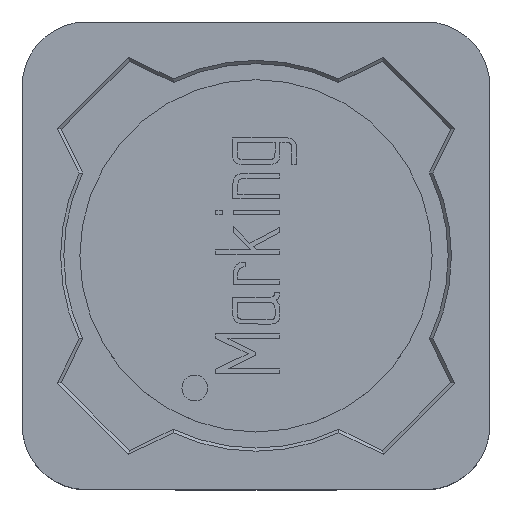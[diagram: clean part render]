
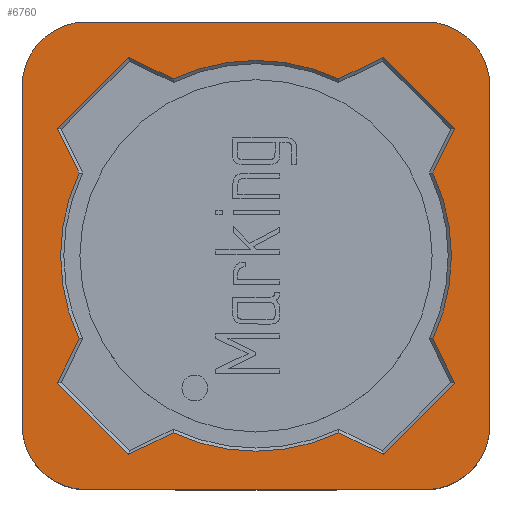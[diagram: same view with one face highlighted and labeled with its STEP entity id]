
A CAD part, top view. The second image highlights one B-rep face of the part: STEP entity #6760.
In plain terms, the highlighted planar face has unit normal (0, 0, 1).
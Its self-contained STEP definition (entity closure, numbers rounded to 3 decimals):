
#342=LINE('',#10931,#891);
#350=LINE('',#10944,#899);
#355=LINE('',#10952,#904);
#362=LINE('',#10983,#911);
#365=LINE('',#10992,#914);
#370=LINE('',#11002,#919);
#406=LINE('',#11069,#955);
#412=LINE('',#11081,#961);
#413=LINE('',#11083,#962);
#414=LINE('',#11085,#963);
#415=LINE('',#11086,#964);
#416=LINE('',#11089,#965);
#417=LINE('',#11091,#966);
#418=LINE('',#11093,#967);
#419=LINE('',#11097,#968);
#420=LINE('',#11098,#969);
#891=VECTOR('',#7769,1000.);
#899=VECTOR('',#7779,1000.);
#904=VECTOR('',#7786,1000.);
#911=VECTOR('',#7815,1000.);
#914=VECTOR('',#7822,1000.);
#919=VECTOR('',#7829,1000.);
#955=VECTOR('',#7879,1000.);
#961=VECTOR('',#7889,1000.);
#962=VECTOR('',#7890,1000.);
#963=VECTOR('',#7891,1000.);
#964=VECTOR('',#7892,1000.);
#965=VECTOR('',#7895,1000.);
#966=VECTOR('',#7896,1000.);
#967=VECTOR('',#7897,1000.);
#968=VECTOR('',#7900,1000.);
#969=VECTOR('',#7901,1000.);
#1261=PLANE('',#7050);
#1388=CIRCLE('',#7014,1.);
#1390=CIRCLE('',#7017,1.);
#1392=CIRCLE('',#7020,1.);
#1394=CIRCLE('',#7023,1.);
#1397=CIRCLE('',#7030,3.05);
#1403=CIRCLE('',#7037,3.05);
#1405=CIRCLE('',#7051,3.05);
#1406=CIRCLE('',#7052,3.05);
#2165=ORIENTED_EDGE('',*,*,#3217,.T.);
#2166=ORIENTED_EDGE('',*,*,#3196,.T.);
#2167=ORIENTED_EDGE('',*,*,#3282,.T.);
#2168=ORIENTED_EDGE('',*,*,#3184,.T.);
#2169=ORIENTED_EDGE('',*,*,#3222,.T.);
#2170=ORIENTED_EDGE('',*,*,#3192,.T.);
#2171=ORIENTED_EDGE('',*,*,#3209,.T.);
#2172=ORIENTED_EDGE('',*,*,#3188,.T.);
#2173=ORIENTED_EDGE('',*,*,#3288,.T.);
#2174=ORIENTED_EDGE('',*,*,#3289,.T.);
#2175=ORIENTED_EDGE('',*,*,#3290,.T.);
#2176=ORIENTED_EDGE('',*,*,#3229,.F.);
#2177=ORIENTED_EDGE('',*,*,#3291,.T.);
#2178=ORIENTED_EDGE('',*,*,#3237,.T.);
#2179=ORIENTED_EDGE('',*,*,#3241,.T.);
#2180=ORIENTED_EDGE('',*,*,#3292,.F.);
#2181=ORIENTED_EDGE('',*,*,#3293,.T.);
#2182=ORIENTED_EDGE('',*,*,#3294,.T.);
#2183=ORIENTED_EDGE('',*,*,#3295,.T.);
#2184=ORIENTED_EDGE('',*,*,#3296,.F.);
#2185=ORIENTED_EDGE('',*,*,#3297,.T.);
#2186=ORIENTED_EDGE('',*,*,#3246,.T.);
#2187=ORIENTED_EDGE('',*,*,#3298,.T.);
#2188=ORIENTED_EDGE('',*,*,#3235,.F.);
#3184=EDGE_CURVE('',#3793,#3794,#1388,.T.);
#3188=EDGE_CURVE('',#3797,#3798,#1390,.T.);
#3192=EDGE_CURVE('',#3801,#3802,#1392,.T.);
#3196=EDGE_CURVE('',#3805,#3806,#1394,.T.);
#3209=EDGE_CURVE('',#3802,#3797,#342,.T.);
#3217=EDGE_CURVE('',#3798,#3805,#350,.T.);
#3222=EDGE_CURVE('',#3794,#3801,#355,.T.);
#3229=EDGE_CURVE('',#3826,#3827,#1397,.T.);
#3235=EDGE_CURVE('',#3832,#3830,#1403,.T.);
#3237=EDGE_CURVE('',#3835,#3834,#362,.T.);
#3241=EDGE_CURVE('',#3834,#3838,#365,.T.);
#3246=EDGE_CURVE('',#3840,#3842,#370,.T.);
#3282=EDGE_CURVE('',#3806,#3793,#406,.T.);
#3288=EDGE_CURVE('',#3832,#3871,#412,.T.);
#3289=EDGE_CURVE('',#3871,#3872,#413,.T.);
#3290=EDGE_CURVE('',#3872,#3827,#414,.T.);
#3291=EDGE_CURVE('',#3826,#3835,#415,.T.);
#3292=EDGE_CURVE('',#3873,#3838,#1405,.T.);
#3293=EDGE_CURVE('',#3873,#3874,#416,.T.);
#3294=EDGE_CURVE('',#3874,#3875,#417,.T.);
#3295=EDGE_CURVE('',#3875,#3876,#418,.T.);
#3296=EDGE_CURVE('',#3877,#3876,#1406,.T.);
#3297=EDGE_CURVE('',#3877,#3840,#419,.T.);
#3298=EDGE_CURVE('',#3842,#3830,#420,.T.);
#3793=VERTEX_POINT('',#10880);
#3794=VERTEX_POINT('',#10881);
#3797=VERTEX_POINT('',#10889);
#3798=VERTEX_POINT('',#10890);
#3801=VERTEX_POINT('',#10898);
#3802=VERTEX_POINT('',#10899);
#3805=VERTEX_POINT('',#10907);
#3806=VERTEX_POINT('',#10908);
#3826=VERTEX_POINT('',#10964);
#3827=VERTEX_POINT('',#10966);
#3830=VERTEX_POINT('',#10973);
#3832=VERTEX_POINT('',#10977);
#3834=VERTEX_POINT('',#10982);
#3835=VERTEX_POINT('',#10984);
#3838=VERTEX_POINT('',#10991);
#3840=VERTEX_POINT('',#10997);
#3842=VERTEX_POINT('',#11001);
#3871=VERTEX_POINT('',#11082);
#3872=VERTEX_POINT('',#11084);
#3873=VERTEX_POINT('',#11088);
#3874=VERTEX_POINT('',#11090);
#3875=VERTEX_POINT('',#11092);
#3876=VERTEX_POINT('',#11094);
#3877=VERTEX_POINT('',#11096);
#4222=EDGE_LOOP('',(#2165,#2166,#2167,#2168,#2169,#2170,#2171,#2172));
#4223=EDGE_LOOP('',(#2173,#2174,#2175,#2176,#2177,#2178,#2179,#2180,#2181,
#2182,#2183,#2184,#2185,#2186,#2187,#2188));
#4538=FACE_BOUND('',#4222,.T.);
#4539=FACE_BOUND('',#4223,.T.);
#6760=ADVANCED_FACE('',(#4538,#4539),#1261,.T.);
#7014=AXIS2_PLACEMENT_3D('',#10879,#7728,#7729);
#7017=AXIS2_PLACEMENT_3D('',#10888,#7736,#7737);
#7020=AXIS2_PLACEMENT_3D('',#10897,#7744,#7745);
#7023=AXIS2_PLACEMENT_3D('',#10906,#7752,#7753);
#7030=AXIS2_PLACEMENT_3D('',#10965,#7796,#7797);
#7037=AXIS2_PLACEMENT_3D('',#10978,#7810,#7811);
#7050=AXIS2_PLACEMENT_3D('',#11080,#7887,#7888);
#7051=AXIS2_PLACEMENT_3D('',#11087,#7893,#7894);
#7052=AXIS2_PLACEMENT_3D('',#11095,#7898,#7899);
#7728=DIRECTION('',(0.,0.,1.));
#7729=DIRECTION('',(1.,0.,0.));
#7736=DIRECTION('',(0.,0.,1.));
#7737=DIRECTION('',(1.,0.,0.));
#7744=DIRECTION('',(0.,0.,1.));
#7745=DIRECTION('',(1.,0.,0.));
#7752=DIRECTION('',(0.,0.,1.));
#7753=DIRECTION('',(1.,0.,0.));
#7769=DIRECTION('',(-1.,0.,0.));
#7779=DIRECTION('',(0.,-1.,0.));
#7786=DIRECTION('',(0.,1.,0.));
#7796=DIRECTION('',(0.,0.,1.));
#7797=DIRECTION('',(1.,0.,0.));
#7810=DIRECTION('',(0.,0.,1.));
#7811=DIRECTION('',(1.,0.,0.));
#7815=DIRECTION('',(0.707,0.707,0.));
#7822=DIRECTION('',(0.9,-0.436,0.));
#7829=DIRECTION('',(-0.707,-0.707,0.));
#7879=DIRECTION('',(1.,0.,0.));
#7887=DIRECTION('',(0.,0.,1.));
#7888=DIRECTION('',(1.,0.,0.));
#7889=DIRECTION('',(-0.9,-0.436,0.));
#7890=DIRECTION('',(-0.707,0.707,0.));
#7891=DIRECTION('',(0.436,0.9,0.));
#7892=DIRECTION('',(-0.436,0.9,0.));
#7893=DIRECTION('',(0.,0.,1.));
#7894=DIRECTION('',(1.,0.,0.));
#7895=DIRECTION('',(0.9,0.436,0.));
#7896=DIRECTION('',(0.707,-0.707,0.));
#7897=DIRECTION('',(-0.436,-0.9,0.));
#7898=DIRECTION('',(0.,0.,1.));
#7899=DIRECTION('',(1.,0.,0.));
#7900=DIRECTION('',(0.436,-0.9,0.));
#7901=DIRECTION('',(-0.9,0.436,0.));
#10879=CARTESIAN_POINT('',(2.65,-2.65,2.7));
#10880=CARTESIAN_POINT('',(2.65,-3.65,2.7));
#10881=CARTESIAN_POINT('',(3.65,-2.65,2.7));
#10888=CARTESIAN_POINT('',(-2.65,2.65,2.7));
#10889=CARTESIAN_POINT('',(-2.65,3.65,2.7));
#10890=CARTESIAN_POINT('',(-3.65,2.65,2.7));
#10897=CARTESIAN_POINT('',(2.65,2.65,2.7));
#10898=CARTESIAN_POINT('',(3.65,2.65,2.7));
#10899=CARTESIAN_POINT('',(2.65,3.65,2.7));
#10906=CARTESIAN_POINT('',(-2.65,-2.65,2.7));
#10907=CARTESIAN_POINT('',(-3.65,-2.65,2.7));
#10908=CARTESIAN_POINT('',(-2.65,-3.65,2.7));
#10931=CARTESIAN_POINT('',(3.65,3.65,2.7));
#10944=CARTESIAN_POINT('',(-3.65,3.65,2.7));
#10952=CARTESIAN_POINT('',(3.65,-3.65,2.7));
#10964=CARTESIAN_POINT('',(-2.763,1.293,2.7));
#10965=CARTESIAN_POINT('',(0.,0.,2.7));
#10966=CARTESIAN_POINT('',(-2.763,-1.293,2.7));
#10973=CARTESIAN_POINT('',(1.293,-2.763,2.7));
#10977=CARTESIAN_POINT('',(-1.293,-2.763,2.7));
#10978=CARTESIAN_POINT('',(0.,0.,2.7));
#10982=CARTESIAN_POINT('',(-1.988,3.099,2.7));
#10983=CARTESIAN_POINT('',(-2.014,3.074,2.7));
#10984=CARTESIAN_POINT('',(-3.099,1.988,2.7));
#10991=CARTESIAN_POINT('',(-1.293,2.763,2.7));
#10992=CARTESIAN_POINT('',(-1.271,2.752,2.7));
#10997=CARTESIAN_POINT('',(3.099,-1.988,2.7));
#11001=CARTESIAN_POINT('',(1.988,-3.099,2.7));
#11002=CARTESIAN_POINT('',(2.014,-3.074,2.7));
#11069=CARTESIAN_POINT('',(-3.65,-3.65,2.7));
#11080=CARTESIAN_POINT('',(-3.65,-3.65,2.7));
#11081=CARTESIAN_POINT('',(-1.956,-3.084,2.7));
#11082=CARTESIAN_POINT('',(-1.988,-3.099,2.7));
#11083=CARTESIAN_POINT('',(-3.074,-2.014,2.7));
#11084=CARTESIAN_POINT('',(-3.099,-1.988,2.7));
#11085=CARTESIAN_POINT('',(-2.752,-1.271,2.7));
#11086=CARTESIAN_POINT('',(-3.084,1.956,2.7));
#11087=CARTESIAN_POINT('',(0.,0.,2.7));
#11088=CARTESIAN_POINT('',(1.293,2.763,2.7));
#11089=CARTESIAN_POINT('',(1.956,3.084,2.7));
#11090=CARTESIAN_POINT('',(1.988,3.099,2.7));
#11091=CARTESIAN_POINT('',(3.074,2.014,2.7));
#11092=CARTESIAN_POINT('',(3.099,1.988,2.7));
#11093=CARTESIAN_POINT('',(2.752,1.271,2.7));
#11094=CARTESIAN_POINT('',(2.763,1.293,2.7));
#11095=CARTESIAN_POINT('',(0.,0.,2.7));
#11096=CARTESIAN_POINT('',(2.763,-1.293,2.7));
#11097=CARTESIAN_POINT('',(3.084,-1.956,2.7));
#11098=CARTESIAN_POINT('',(1.271,-2.752,2.7));
